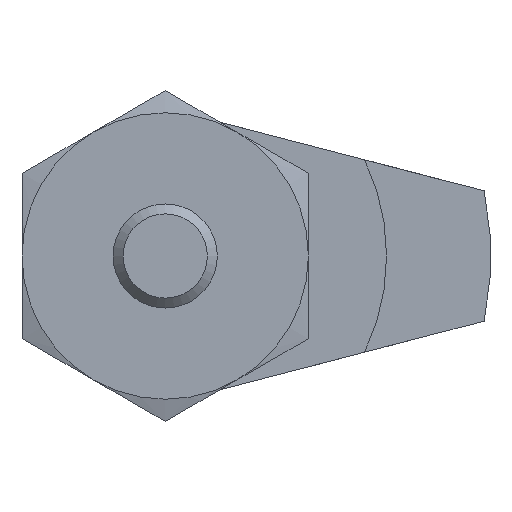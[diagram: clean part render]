
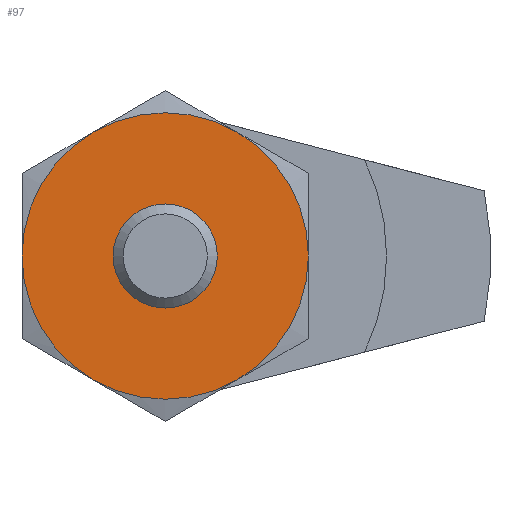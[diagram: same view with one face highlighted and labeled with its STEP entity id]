
A CAD part, front view. The second image highlights one B-rep face of the part: STEP entity #97.
In plain terms, the highlighted planar face has unit normal (0, -1, 0).
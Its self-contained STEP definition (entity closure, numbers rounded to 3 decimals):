
#97 = ADVANCED_FACE( '', ( #227, #228 ), #229, .F. );
#227 = FACE_BOUND( '', #390, .T. );
#228 = FACE_OUTER_BOUND( '', #391, .T. );
#229 = PLANE( '', #392 );
#390 = EDGE_LOOP( '', ( #595 ) );
#391 = EDGE_LOOP( '', ( #596, #597, #598, #599, #600, #601 ) );
#392 = AXIS2_PLACEMENT_3D( '', #602, #603, #604 );
#595 = ORIENTED_EDGE( '', *, *, #904, .F. );
#596 = ORIENTED_EDGE( '', *, *, #922, .T. );
#597 = ORIENTED_EDGE( '', *, *, #923, .T. );
#598 = ORIENTED_EDGE( '', *, *, #924, .T. );
#599 = ORIENTED_EDGE( '', *, *, #925, .T. );
#600 = ORIENTED_EDGE( '', *, *, #926, .T. );
#601 = ORIENTED_EDGE( '', *, *, #881, .T. );
#602 = CARTESIAN_POINT( '', ( 11., 0., 0. ) );
#603 = DIRECTION( '', ( 0., 1., 0. ) );
#604 = DIRECTION( '', ( 0., 0., 1. ) );
#881 = EDGE_CURVE( '', #1026, #1027, #1028, .T. );
#904 = EDGE_CURVE( '', #1065, #1065, #1066, .T. );
#922 = EDGE_CURVE( '', #1027, #1095, #1096, .T. );
#923 = EDGE_CURVE( '', #1095, #1049, #1097, .T. );
#924 = EDGE_CURVE( '', #1049, #1098, #1099, .T. );
#925 = EDGE_CURVE( '', #1098, #1100, #1101, .T. );
#926 = EDGE_CURVE( '', #1100, #1026, #1102, .T. );
#1026 = VERTEX_POINT( '', #1227 );
#1027 = VERTEX_POINT( '', #1228 );
#1028 = CIRCLE( '', #1229, 11. );
#1049 = VERTEX_POINT( '', #1273 );
#1065 = VERTEX_POINT( '', #1320 );
#1066 = CIRCLE( '', #1321, 3. );
#1095 = VERTEX_POINT( '', #1364 );
#1096 = CIRCLE( '', #1365, 11. );
#1097 = CIRCLE( '', #1366, 11. );
#1098 = VERTEX_POINT( '', #1367 );
#1099 = CIRCLE( '', #1368, 11. );
#1100 = VERTEX_POINT( '', #1369 );
#1101 = CIRCLE( '', #1370, 11. );
#1102 = CIRCLE( '', #1371, 11. );
#1227 = CARTESIAN_POINT( '', ( -5.5, 0., -9.526 ) );
#1228 = CARTESIAN_POINT( '', ( 5.5, 0., -9.526 ) );
#1229 = AXIS2_PLACEMENT_3D( '', #1598, #1599, #1600 );
#1273 = CARTESIAN_POINT( '', ( 5.5, 0., 9.526 ) );
#1320 = CARTESIAN_POINT( '', ( 0., 0., -3. ) );
#1321 = AXIS2_PLACEMENT_3D( '', #1614, #1615, #1616 );
#1364 = CARTESIAN_POINT( '', ( 11., 0., 0. ) );
#1365 = AXIS2_PLACEMENT_3D( '', #1636, #1637, #1638 );
#1366 = AXIS2_PLACEMENT_3D( '', #1639, #1640, #1641 );
#1367 = CARTESIAN_POINT( '', ( -5.5, 0., 9.526 ) );
#1368 = AXIS2_PLACEMENT_3D( '', #1642, #1643, #1644 );
#1369 = CARTESIAN_POINT( '', ( -11., 0., 0. ) );
#1370 = AXIS2_PLACEMENT_3D( '', #1645, #1646, #1647 );
#1371 = AXIS2_PLACEMENT_3D( '', #1648, #1649, #1650 );
#1598 = CARTESIAN_POINT( '', ( 0., 0., 0. ) );
#1599 = DIRECTION( '', ( 0., -1., 0. ) );
#1600 = DIRECTION( '', ( 0., 0., -1. ) );
#1614 = CARTESIAN_POINT( '', ( 0., 0., 0. ) );
#1615 = DIRECTION( '', ( 0., -1., 0. ) );
#1616 = DIRECTION( '', ( 0., 0., -1. ) );
#1636 = CARTESIAN_POINT( '', ( 0., 0., 0. ) );
#1637 = DIRECTION( '', ( 0., -1., 0. ) );
#1638 = DIRECTION( '', ( 0., 0., -1. ) );
#1639 = CARTESIAN_POINT( '', ( 0., 0., 0. ) );
#1640 = DIRECTION( '', ( 0., -1., 0. ) );
#1641 = DIRECTION( '', ( 0., 0., -1. ) );
#1642 = CARTESIAN_POINT( '', ( 0., 0., 0. ) );
#1643 = DIRECTION( '', ( 0., -1., 0. ) );
#1644 = DIRECTION( '', ( 0., 0., -1. ) );
#1645 = CARTESIAN_POINT( '', ( 0., 0., 0. ) );
#1646 = DIRECTION( '', ( 0., -1., 0. ) );
#1647 = DIRECTION( '', ( 0., 0., -1. ) );
#1648 = CARTESIAN_POINT( '', ( 0., 0., 0. ) );
#1649 = DIRECTION( '', ( 0., -1., 0. ) );
#1650 = DIRECTION( '', ( 0., 0., -1. ) );
